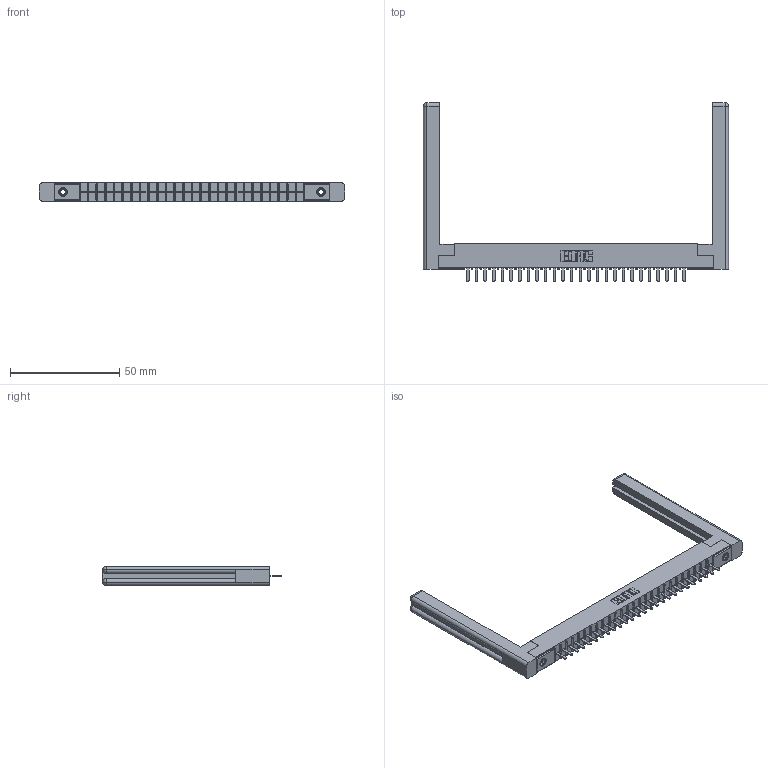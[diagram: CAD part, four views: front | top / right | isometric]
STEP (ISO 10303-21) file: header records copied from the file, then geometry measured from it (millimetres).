
FILE_DESCRIPTION (( 'STEP AP203' ), '1' );
FILE_NAME ('306-026-520-158.STEP', '2019-09-11T21:40:20', ( '' ), ( '' ), 'SwSTEP 2.0', 'SolidWorks 2016', '' );
FILE_SCHEMA (( 'CONFIG_CONTROL_DESIGN' ));
Length unit declared in the file: inch
Products named in the file (5): 306 Part_.156 Dia; 306-290-001_120; 307-220-058; 306-026-520-158; 345-250-001_345-250-001-102
Assembly tree (31 placements, depth 2):
  306-026-520-158
    306 Part_.156 Dia
    306-290-001_120  x26
    345-250-001_345-250-001-102  x2
    307-220-058  x2
Bounding box: 139.65 x 81.76 x 8.71 mm (x, y, z)
Volume: 17214.3 mm3; surface area: 19575.8 mm2
Topology: 31 solids, 31 shells, 2078 faces, 5792 edges, 3708 vertices
Faces by surface type: plane 1374, cylinder 576, sphere 104, cone 12, torus 12
Entity records: 28908 total; most frequent: CARTESIAN_POINT 4860, ORIENTED_EDGE 4758, DIRECTION 4749, EDGE_CURVE 2379, LINE 1847, VECTOR 1847, VERTEX_POINT 1508, AXIS2_PLACEMENT_3D 1451
